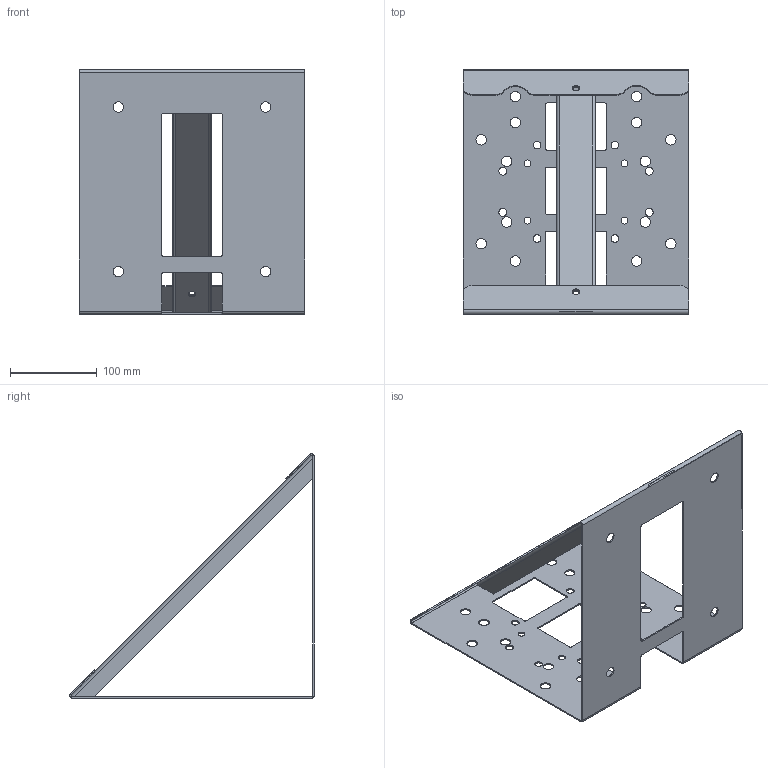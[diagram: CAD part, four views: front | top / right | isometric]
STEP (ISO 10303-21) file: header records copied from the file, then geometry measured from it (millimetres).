
FILE_DESCRIPTION(/* description */ ('Unknown'),/* implementation_level */ '2;1');
FILE_NAME(/* name */ 'Wandkonsole_für_Typ_M_HPE_HPJ_HPV',/* time_stamp */ '2021-01-12T14:59:13+01:00',/* author */ ('Unknown'),/* organization */ ('Unknown'),/* preprocessor_version */ 'ST-DEVELOPER v16.7',/* originating_system */ 'Solid Edge',/* authorisation */ 'Unknown');
FILE_SCHEMA (('AUTOMOTIVE_DESIGN {1 0 10303 214 3 1 1}'));
Length unit declared in the file: millimetre
Products named in the file (3): 36002_200000191_Wandkonsole_f黵_Typ_M_HPE_HPJ____-_00452263; 30763_105000012_Strebe_f黵_Wandkonsole_f黵_Mot___-_00451454; 35997_040003897_Wandkonsole_f黵_Typ_M_HPE_HPJ__1_1_-_00452200
Assembly tree (2 placements, depth 2):
  36002_200000191_Wandkonsole_f黵_Typ_M_HPE_HPJ____-_00452263
    30763_105000012_Strebe_f黵_Wandkonsole_f黵_Mot___-_00451454
    35997_040003897_Wandkonsole_f黵_Typ_M_HPE_HPJ__1_1_-_00452200
Bounding box: 260 x 282.25 x 282.25 mm (x, y, z)
Volume: 247879.4 mm3; surface area: 338329.4 mm2
Topology: 2 solids, 2 shells, 116 faces, 368 edges, 254 vertices
Faces by surface type: cylinder 72, plane 44
Full cylindrical faces by diameter (mm): 8 x4, 9 x12, 12 x18
Entity records: 3955 total; most frequent: DIRECTION 690, CARTESIAN_POINT 647, ORIENTED_EDGE 608, EDGE_CURVE 304, AXIS2_PLACEMENT_3D 267, VERTEX_POINT 224, EDGE_LOOP 224, FACE_BOUND 224
